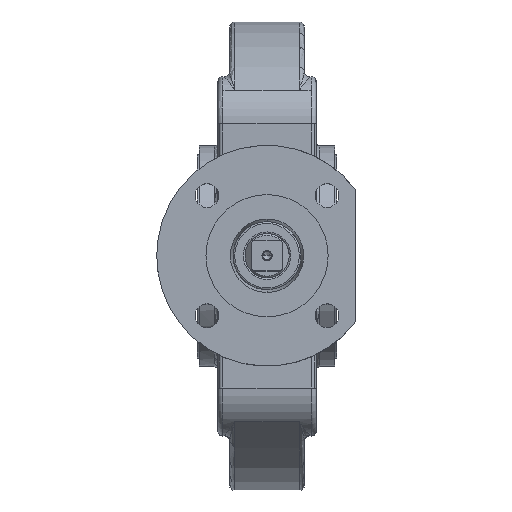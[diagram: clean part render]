
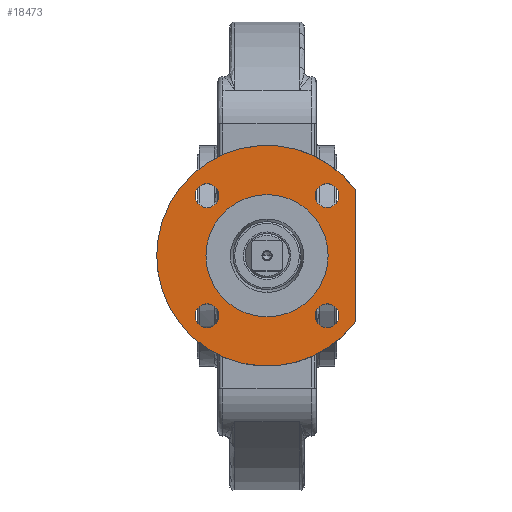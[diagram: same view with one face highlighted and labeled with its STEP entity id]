
A CAD part, top view. The second image highlights one B-rep face of the part: STEP entity #18473.
In plain terms, the highlighted planar face has unit normal (0, 0, 1).
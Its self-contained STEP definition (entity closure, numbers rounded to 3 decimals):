
#1782=CARTESIAN_POINT('',(-0.,18.,94.));
#1783=VERTEX_POINT('',#1782);
#1784=CARTESIAN_POINT('',(-0.,-18.,94.));
#1785=VERTEX_POINT('',#1784);
#1786=CARTESIAN_POINT('',(-0.,-0.,94.));
#1787=DIRECTION('',(0.,0.,-1.));
#1788=DIRECTION('',(0.,-1.,-0.));
#1789=AXIS2_PLACEMENT_3D('',#1786,#1787,#1788);
#1790=CIRCLE('',#1789,18.);
#1791=EDGE_CURVE('NONE',#1783,#1785,#1790,.T.);
#1835=CARTESIAN_POINT('',(21.178,-17.678,94.));
#1836=VERTEX_POINT('',#1835);
#1843=CARTESIAN_POINT('',(14.178,-17.678,94.));
#1844=VERTEX_POINT('',#1843);
#1845=CARTESIAN_POINT('',(17.678,-17.678,94.));
#1846=DIRECTION('',(0.,0.,-1.));
#1847=DIRECTION('',(-1.,0.,-0.));
#1848=AXIS2_PLACEMENT_3D('',#1845,#1846,#1847);
#1849=CIRCLE('',#1848,3.5);
#1850=EDGE_CURVE('NONE',#1844,#1836,#1849,.T.);
#1877=CARTESIAN_POINT('',(-17.678,-21.178,94.));
#1878=VERTEX_POINT('',#1877);
#1885=CARTESIAN_POINT('',(-17.678,-14.178,94.));
#1886=VERTEX_POINT('',#1885);
#1887=CARTESIAN_POINT('',(-17.678,-17.678,94.));
#1888=DIRECTION('',(0.,0.,-1.));
#1889=DIRECTION('',(0.,1.,0.));
#1890=AXIS2_PLACEMENT_3D('',#1887,#1888,#1889);
#1891=CIRCLE('',#1890,3.5);
#1892=EDGE_CURVE('NONE',#1886,#1878,#1891,.T.);
#1919=CARTESIAN_POINT('',(17.678,21.178,94.));
#1920=VERTEX_POINT('',#1919);
#1927=CARTESIAN_POINT('',(17.678,14.178,94.));
#1928=VERTEX_POINT('',#1927);
#1929=CARTESIAN_POINT('',(17.678,17.678,94.));
#1930=DIRECTION('',(0.,0.,-1.));
#1931=DIRECTION('',(-0.,-1.,-0.));
#1932=AXIS2_PLACEMENT_3D('',#1929,#1930,#1931);
#1933=CIRCLE('',#1932,3.5);
#1934=EDGE_CURVE('NONE',#1928,#1920,#1933,.T.);
#1961=CARTESIAN_POINT('',(-21.178,17.678,94.));
#1962=VERTEX_POINT('',#1961);
#1969=CARTESIAN_POINT('',(-14.178,17.678,94.));
#1970=VERTEX_POINT('',#1969);
#1971=CARTESIAN_POINT('',(-17.678,17.678,94.));
#1972=DIRECTION('',(0.,0.,-1.));
#1973=DIRECTION('',(1.,-0.,0.));
#1974=AXIS2_PLACEMENT_3D('',#1971,#1972,#1973);
#1975=CIRCLE('',#1974,3.5);
#1976=EDGE_CURVE('NONE',#1970,#1962,#1975,.T.);
#2087=CARTESIAN_POINT('',(-32.5,-0.,94.));
#2088=VERTEX_POINT('',#2087);
#2095=CARTESIAN_POINT('',(26.,19.5,94.));
#2096=VERTEX_POINT('',#2095);
#2097=CARTESIAN_POINT('',(-0.,-0.,94.));
#2098=DIRECTION('',(-0.,-0.,1.));
#2099=DIRECTION('',(-1.,0.,-0.));
#2100=AXIS2_PLACEMENT_3D('',#2097,#2098,#2099);
#2101=CIRCLE('',#2100,32.5);
#2102=EDGE_CURVE('NONE',#2096,#2088,#2101,.T.);
#17947=CARTESIAN_POINT('',(26.,-19.5,94.));
#17948=VERTEX_POINT('',#17947);
#17955=CARTESIAN_POINT('',(-0.,-0.,94.));
#17956=DIRECTION('',(-0.,-0.,1.));
#17957=DIRECTION('',(-1.,0.,-0.));
#17958=AXIS2_PLACEMENT_3D('',#17955,#17956,#17957);
#17959=CIRCLE('',#17958,32.5);
#17960=EDGE_CURVE('NONE',#2088,#17948,#17959,.T.);
#18354=CARTESIAN_POINT('',(-17.678,17.678,94.));
#18355=DIRECTION('',(0.,0.,-1.));
#18356=DIRECTION('',(1.,-0.,0.));
#18357=AXIS2_PLACEMENT_3D('',#18354,#18355,#18356);
#18358=CIRCLE('',#18357,3.5);
#18359=EDGE_CURVE('NONE',#1962,#1970,#18358,.T.);
#18372=CARTESIAN_POINT('',(17.678,17.678,94.));
#18373=DIRECTION('',(0.,0.,-1.));
#18374=DIRECTION('',(-0.,-1.,-0.));
#18375=AXIS2_PLACEMENT_3D('',#18372,#18373,#18374);
#18376=CIRCLE('',#18375,3.5);
#18377=EDGE_CURVE('NONE',#1920,#1928,#18376,.T.);
#18390=CARTESIAN_POINT('',(-17.678,-17.678,94.));
#18391=DIRECTION('',(0.,0.,-1.));
#18392=DIRECTION('',(0.,1.,0.));
#18393=AXIS2_PLACEMENT_3D('',#18390,#18391,#18392);
#18394=CIRCLE('',#18393,3.5);
#18395=EDGE_CURVE('NONE',#1878,#1886,#18394,.T.);
#18408=CARTESIAN_POINT('',(17.678,-17.678,94.));
#18409=DIRECTION('',(0.,0.,-1.));
#18410=DIRECTION('',(-1.,0.,-0.));
#18411=AXIS2_PLACEMENT_3D('',#18408,#18409,#18410);
#18412=CIRCLE('',#18411,3.5);
#18413=EDGE_CURVE('NONE',#1836,#1844,#18412,.T.);
#18425=CARTESIAN_POINT('',(26.,-19.5,94.));
#18426=DIRECTION('',(-0.,1.,0.));
#18427=VECTOR('',#18426,39.);
#18428=LINE('',#18425,#18427);
#18429=EDGE_CURVE('NONE',#17948,#2096,#18428,.T.);
#18437=CARTESIAN_POINT('',(-0.,-9.,94.));
#18438=DIRECTION('',(-0.,-0.,1.));
#18439=DIRECTION('',(-1.,-0.,-0.));
#18440=AXIS2_PLACEMENT_3D('',#18437,#18438,#18439);
#18441=PLANE('',#18440);
#18442=ORIENTED_EDGE('',*,*,#18429,.T.);
#18443=ORIENTED_EDGE('',*,*,#2102,.T.);
#18444=ORIENTED_EDGE('',*,*,#17960,.T.);
#18445=EDGE_LOOP('',(#18442,#18443,#18444));
#18446=FACE_BOUND('',#18445,.T.);
#18447=ORIENTED_EDGE('',*,*,#1976,.T.);
#18448=ORIENTED_EDGE('',*,*,#18359,.T.);
#18449=EDGE_LOOP('',(#18447,#18448));
#18450=FACE_BOUND('',#18449,.T.);
#18451=ORIENTED_EDGE('',*,*,#1934,.T.);
#18452=ORIENTED_EDGE('',*,*,#18377,.T.);
#18453=EDGE_LOOP('',(#18451,#18452));
#18454=FACE_BOUND('',#18453,.T.);
#18455=ORIENTED_EDGE('',*,*,#1892,.T.);
#18456=ORIENTED_EDGE('',*,*,#18395,.T.);
#18457=EDGE_LOOP('',(#18455,#18456));
#18458=FACE_BOUND('',#18457,.T.);
#18459=ORIENTED_EDGE('',*,*,#1850,.T.);
#18460=ORIENTED_EDGE('',*,*,#18413,.T.);
#18461=EDGE_LOOP('',(#18459,#18460));
#18462=FACE_BOUND('',#18461,.T.);
#18463=CARTESIAN_POINT('',(-0.,-0.,94.));
#18464=DIRECTION('',(0.,0.,-1.));
#18465=DIRECTION('',(0.,-1.,-0.));
#18466=AXIS2_PLACEMENT_3D('',#18463,#18464,#18465);
#18467=CIRCLE('',#18466,18.);
#18468=EDGE_CURVE('NONE',#1785,#1783,#18467,.T.);
#18469=ORIENTED_EDGE('',*,*,#18468,.T.);
#18470=ORIENTED_EDGE('',*,*,#1791,.T.);
#18471=EDGE_LOOP('',(#18469,#18470));
#18472=FACE_BOUND('',#18471,.T.);
#18473=ADVANCED_FACE('NONE',(#18446,#18450,#18454,#18458,#18462,#18472),#18441,.T.);
